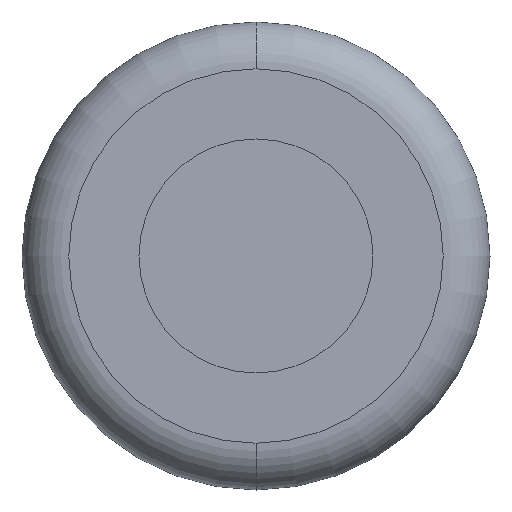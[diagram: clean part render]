
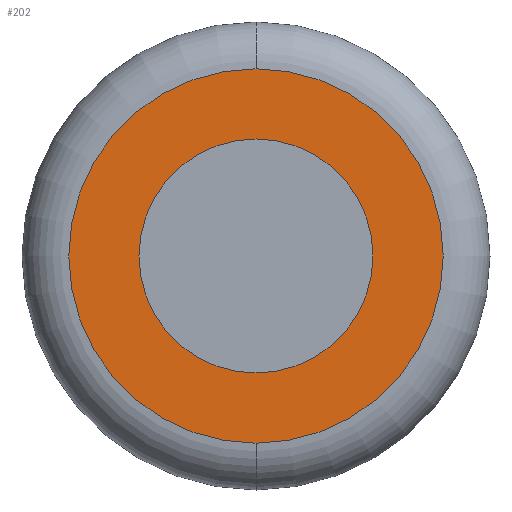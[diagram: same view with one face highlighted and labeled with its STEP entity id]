
A CAD part, front view. The second image highlights one B-rep face of the part: STEP entity #202.
In plain terms, the highlighted planar face has unit normal (0, -1, 0).
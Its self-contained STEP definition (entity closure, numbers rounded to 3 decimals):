
#4 = VERTEX_POINT ( 'NONE', #313 ) ;
#6 = FACE_OUTER_BOUND ( 'NONE', #731, .T. ) ;
#32 = CARTESIAN_POINT ( 'NONE',  ( 0., 0., 0. ) ) ;
#39 = VERTEX_POINT ( 'NONE', #351 ) ;
#54 = ORIENTED_EDGE ( 'NONE', *, *, #507, .F. ) ;
#79 = CARTESIAN_POINT ( 'NONE',  ( 0., 0., -5. ) ) ;
#98 = CIRCLE ( 'NONE', #197, 5. ) ;
#126 = CIRCLE ( 'NONE', #268, 5. ) ;
#141 = DIRECTION ( 'NONE',  ( 0., -1., 0. ) ) ;
#143 = DIRECTION ( 'NONE',  ( 0., 0., -1. ) ) ;
#145 = CARTESIAN_POINT ( 'NONE',  ( 0., 0., 0. ) ) ;
#161 = DIRECTION ( 'NONE',  ( 0., 0., -1. ) ) ;
#197 = AXIS2_PLACEMENT_3D ( 'NONE', #32, #206, #143 ) ;
#198 = AXIS2_PLACEMENT_3D ( 'NONE', #145, #141, #161 ) ;
#202 = ADVANCED_FACE ( 'NONE', ( #6, #510 ), #621, .T. ) ;
#206 = DIRECTION ( 'NONE',  ( 0., -1., 0. ) ) ;
#208 = DIRECTION ( 'NONE',  ( 0., 0., -1. ) ) ;
#212 = AXIS2_PLACEMENT_3D ( 'NONE', #294, #498, #489 ) ;
#246 = ORIENTED_EDGE ( 'NONE', *, *, #587, .T. ) ;
#268 = AXIS2_PLACEMENT_3D ( 'NONE', #298, #385, #208 ) ;
#294 = CARTESIAN_POINT ( 'NONE',  ( 0., 0., 0. ) ) ;
#298 = CARTESIAN_POINT ( 'NONE',  ( 0., 0., 0. ) ) ;
#313 = CARTESIAN_POINT ( 'NONE',  ( 0., 0., -8. ) ) ;
#324 = ORIENTED_EDGE ( 'NONE', *, *, #686, .T. ) ;
#343 = EDGE_LOOP ( 'NONE', ( #451, #54 ) ) ;
#350 = CIRCLE ( 'NONE', #198, 8. ) ;
#351 = CARTESIAN_POINT ( 'NONE',  ( 0., 0., 8. ) ) ;
#385 = DIRECTION ( 'NONE',  ( 0., -1., 0. ) ) ;
#434 = VERTEX_POINT ( 'NONE', #79 ) ;
#451 = ORIENTED_EDGE ( 'NONE', *, *, #676, .F. ) ;
#489 = DIRECTION ( 'NONE',  ( 0., 0., -1. ) ) ;
#493 = AXIS2_PLACEMENT_3D ( 'NONE', #616, #666, #665 ) ;
#498 = DIRECTION ( 'NONE',  ( 0., -1., 0. ) ) ;
#507 = EDGE_CURVE ( 'NONE', #531, #434, #126, .T. ) ;
#510 = FACE_BOUND ( 'NONE', #343, .T. ) ;
#531 = VERTEX_POINT ( 'NONE', #586 ) ;
#583 = CIRCLE ( 'NONE', #212, 8. ) ;
#586 = CARTESIAN_POINT ( 'NONE',  ( 0., 0., 5. ) ) ;
#587 = EDGE_CURVE ( 'NONE', #4, #39, #350, .T. ) ;
#616 = CARTESIAN_POINT ( 'NONE',  ( 5., 0., 0. ) ) ;
#621 = PLANE ( 'NONE',  #493 ) ;
#665 = DIRECTION ( 'NONE',  ( 0., 0., -1. ) ) ;
#666 = DIRECTION ( 'NONE',  ( 0., -1., 0. ) ) ;
#676 = EDGE_CURVE ( 'NONE', #434, #531, #98, .T. ) ;
#686 = EDGE_CURVE ( 'NONE', #39, #4, #583, .T. ) ;
#731 = EDGE_LOOP ( 'NONE', ( #246, #324 ) ) ;
